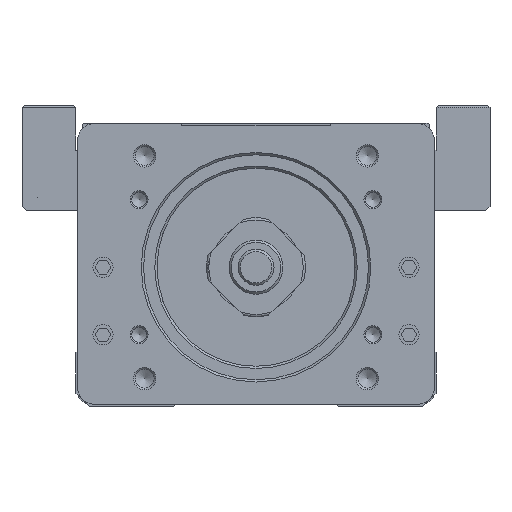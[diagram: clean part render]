
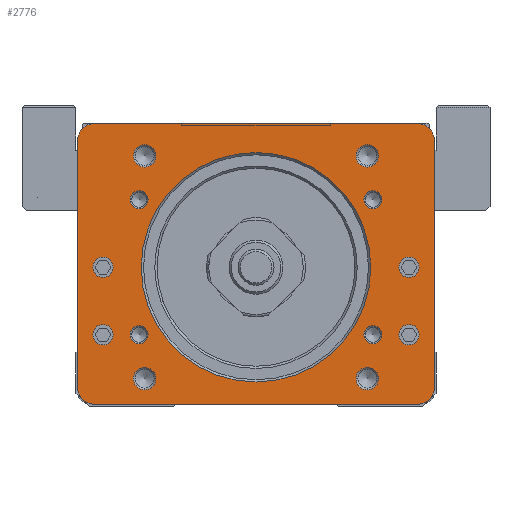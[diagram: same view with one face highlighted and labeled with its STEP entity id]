
A CAD part, front view. The second image highlights one B-rep face of the part: STEP entity #2776.
In plain terms, the highlighted planar face has unit normal (0, -1, 0).
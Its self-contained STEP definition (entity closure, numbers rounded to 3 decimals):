
#2776=ADVANCED_FACE('',(#4608,#4609,#4610,#4611,#4612,#4613,#4614,#4615,
#4616,#4617,#4618,#4619,#4620,#4621),#3805,.T.);
#3805=PLANE('',#24755);
#4608=FACE_BOUND('',#6164,.T.);
#4609=FACE_BOUND('',#6165,.T.);
#4610=FACE_BOUND('',#6166,.T.);
#4611=FACE_BOUND('',#6167,.T.);
#4612=FACE_BOUND('',#6168,.T.);
#4613=FACE_BOUND('',#6169,.T.);
#4614=FACE_BOUND('',#6170,.T.);
#4615=FACE_BOUND('',#6171,.T.);
#4616=FACE_BOUND('',#6172,.T.);
#4617=FACE_BOUND('',#6173,.T.);
#4618=FACE_BOUND('',#6174,.T.);
#4619=FACE_BOUND('',#6175,.T.);
#4620=FACE_BOUND('',#6176,.T.);
#4621=FACE_BOUND('',#6177,.T.);
#6164=EDGE_LOOP('',(#11832));
#6165=EDGE_LOOP('',(#11833));
#6166=EDGE_LOOP('',(#11834));
#6167=EDGE_LOOP('',(#11835));
#6168=EDGE_LOOP('',(#11836));
#6169=EDGE_LOOP('',(#11837));
#6170=EDGE_LOOP('',(#11838));
#6171=EDGE_LOOP('',(#11839));
#6172=EDGE_LOOP('',(#11840));
#6173=EDGE_LOOP('',(#11841));
#6174=EDGE_LOOP('',(#11842));
#6175=EDGE_LOOP('',(#11843));
#6176=EDGE_LOOP('',(#11844));
#6177=EDGE_LOOP('',(#11845,#11846,#11847,#11848,#11849,#11850,#11851,#11852));
#7157=CIRCLE('',#24626,4.);
#7158=CIRCLE('',#24628,4.);
#7159=CIRCLE('',#24630,2.);
#7160=CIRCLE('',#24632,2.);
#7161=CIRCLE('',#24634,2.);
#7162=CIRCLE('',#24636,2.);
#7163=CIRCLE('',#24638,2.5);
#7164=CIRCLE('',#24640,2.5);
#7165=CIRCLE('',#24642,2.5);
#7166=CIRCLE('',#24644,2.5);
#7167=CIRCLE('',#24646,25.5);
#7172=CIRCLE('',#24655,2.25);
#7174=CIRCLE('',#24658,2.25);
#7176=CIRCLE('',#24661,2.25);
#7178=CIRCLE('',#24664,2.25);
#7219=CIRCLE('',#24751,4.);
#7221=CIRCLE('',#24754,4.);
#11832=ORIENTED_EDGE('',*,*,#17950,.T.);
#11833=ORIENTED_EDGE('',*,*,#17949,.T.);
#11834=ORIENTED_EDGE('',*,*,#17948,.T.);
#11835=ORIENTED_EDGE('',*,*,#17947,.T.);
#11836=ORIENTED_EDGE('',*,*,#17946,.T.);
#11837=ORIENTED_EDGE('',*,*,#17945,.T.);
#11838=ORIENTED_EDGE('',*,*,#17944,.T.);
#11839=ORIENTED_EDGE('',*,*,#17943,.T.);
#11840=ORIENTED_EDGE('',*,*,#17942,.T.);
#11841=ORIENTED_EDGE('',*,*,#17962,.T.);
#11842=ORIENTED_EDGE('',*,*,#17960,.T.);
#11843=ORIENTED_EDGE('',*,*,#17958,.T.);
#11844=ORIENTED_EDGE('',*,*,#17956,.T.);
#11845=ORIENTED_EDGE('',*,*,#18076,.T.);
#11846=ORIENTED_EDGE('',*,*,#18079,.T.);
#11847=ORIENTED_EDGE('',*,*,#18080,.T.);
#11848=ORIENTED_EDGE('',*,*,#18060,.T.);
#11849=ORIENTED_EDGE('',*,*,#17940,.T.);
#11850=ORIENTED_EDGE('',*,*,#18004,.T.);
#11851=ORIENTED_EDGE('',*,*,#17937,.T.);
#11852=ORIENTED_EDGE('',*,*,#18053,.T.);
#15154=VERTEX_POINT('',#37559);
#15155=VERTEX_POINT('',#37561);
#15156=VERTEX_POINT('',#37565);
#15157=VERTEX_POINT('',#37567);
#15158=VERTEX_POINT('',#37571);
#15159=VERTEX_POINT('',#37574);
#15160=VERTEX_POINT('',#37577);
#15161=VERTEX_POINT('',#37580);
#15162=VERTEX_POINT('',#37583);
#15163=VERTEX_POINT('',#37586);
#15164=VERTEX_POINT('',#37589);
#15165=VERTEX_POINT('',#37592);
#15166=VERTEX_POINT('',#37595);
#15171=VERTEX_POINT('',#37610);
#15173=VERTEX_POINT('',#37615);
#15175=VERTEX_POINT('',#37620);
#15177=VERTEX_POINT('',#37625);
#15235=VERTEX_POINT('',#37917);
#15240=VERTEX_POINT('',#37931);
#15251=VERTEX_POINT('',#37963);
#15253=VERTEX_POINT('',#37969);
#17937=EDGE_CURVE('',#15155,#15154,#7157,.T.);
#17940=EDGE_CURVE('',#15157,#15156,#7158,.T.);
#17942=EDGE_CURVE('',#15158,#15158,#7159,.T.);
#17943=EDGE_CURVE('',#15159,#15159,#7160,.T.);
#17944=EDGE_CURVE('',#15160,#15160,#7161,.T.);
#17945=EDGE_CURVE('',#15161,#15161,#7162,.T.);
#17946=EDGE_CURVE('',#15162,#15162,#7163,.T.);
#17947=EDGE_CURVE('',#15163,#15163,#7164,.T.);
#17948=EDGE_CURVE('',#15164,#15164,#7165,.T.);
#17949=EDGE_CURVE('',#15165,#15165,#7166,.T.);
#17950=EDGE_CURVE('',#15166,#15166,#7167,.T.);
#17956=EDGE_CURVE('',#15171,#15171,#7172,.T.);
#17958=EDGE_CURVE('',#15173,#15173,#7174,.T.);
#17960=EDGE_CURVE('',#15175,#15175,#7176,.T.);
#17962=EDGE_CURVE('',#15177,#15177,#7178,.T.);
#18004=EDGE_CURVE('',#15156,#15155,#20495,.T.);
#18053=EDGE_CURVE('',#15154,#15235,#20520,.T.);
#18060=EDGE_CURVE('',#15240,#15157,#20527,.T.);
#18076=EDGE_CURVE('',#15235,#15251,#7219,.T.);
#18079=EDGE_CURVE('',#15251,#15253,#20540,.T.);
#18080=EDGE_CURVE('',#15253,#15240,#7221,.T.);
#20495=LINE('',#37770,#22701);
#20520=LINE('',#37918,#22726);
#20527=LINE('',#37930,#22733);
#20540=LINE('',#37968,#22746);
#22701=VECTOR('',#29799,1.);
#22726=VECTOR('',#29918,1.);
#22733=VECTOR('',#29927,1.);
#22746=VECTOR('',#29964,1.);
#24626=AXIS2_PLACEMENT_3D('',#37560,#29638,#29639);
#24628=AXIS2_PLACEMENT_3D('',#37566,#29644,#29645);
#24630=AXIS2_PLACEMENT_3D('',#37570,#29649,#29650);
#24632=AXIS2_PLACEMENT_3D('',#37573,#29653,#29654);
#24634=AXIS2_PLACEMENT_3D('',#37576,#29657,#29658);
#24636=AXIS2_PLACEMENT_3D('',#37579,#29661,#29662);
#24638=AXIS2_PLACEMENT_3D('',#37582,#29665,#29666);
#24640=AXIS2_PLACEMENT_3D('',#37585,#29669,#29670);
#24642=AXIS2_PLACEMENT_3D('',#37588,#29673,#29674);
#24644=AXIS2_PLACEMENT_3D('',#37591,#29677,#29678);
#24646=AXIS2_PLACEMENT_3D('',#37594,#29681,#29682);
#24655=AXIS2_PLACEMENT_3D('',#37609,#29700,#29701);
#24658=AXIS2_PLACEMENT_3D('',#37614,#29706,#29707);
#24661=AXIS2_PLACEMENT_3D('',#37619,#29712,#29713);
#24664=AXIS2_PLACEMENT_3D('',#37624,#29718,#29719);
#24751=AXIS2_PLACEMENT_3D('',#37962,#29957,#29958);
#24754=AXIS2_PLACEMENT_3D('',#37970,#29965,#29966);
#24755=AXIS2_PLACEMENT_3D('',#37971,#29967,#29968);
#29638=DIRECTION('',(0.,-1.,0.));
#29639=DIRECTION('',(1.,0.,0.));
#29644=DIRECTION('',(0.,-1.,0.));
#29645=DIRECTION('',(1.,0.,0.));
#29649=DIRECTION('',(0.,1.,0.));
#29650=DIRECTION('',(0.,0.,-1.));
#29653=DIRECTION('',(0.,1.,0.));
#29654=DIRECTION('',(0.,0.,-1.));
#29657=DIRECTION('',(0.,1.,0.));
#29658=DIRECTION('',(0.,0.,-1.));
#29661=DIRECTION('',(0.,1.,0.));
#29662=DIRECTION('',(0.,0.,-1.));
#29665=DIRECTION('',(0.,1.,0.));
#29666=DIRECTION('',(0.,0.,-1.));
#29669=DIRECTION('',(0.,1.,0.));
#29670=DIRECTION('',(0.,0.,-1.));
#29673=DIRECTION('',(0.,1.,0.));
#29674=DIRECTION('',(0.,0.,-1.));
#29677=DIRECTION('',(0.,1.,0.));
#29678=DIRECTION('',(0.,0.,-1.));
#29681=DIRECTION('',(0.,1.,0.));
#29682=DIRECTION('',(0.,0.,-1.));
#29700=DIRECTION('',(0.,1.,0.));
#29701=DIRECTION('',(0.,0.,-1.));
#29706=DIRECTION('',(0.,1.,0.));
#29707=DIRECTION('',(0.,0.,-1.));
#29712=DIRECTION('',(0.,1.,0.));
#29713=DIRECTION('',(0.,0.,-1.));
#29718=DIRECTION('',(0.,1.,0.));
#29719=DIRECTION('',(0.,0.,-1.));
#29799=DIRECTION('',(-1.,0.,0.));
#29918=DIRECTION('',(0.,0.,-1.));
#29927=DIRECTION('',(0.,0.,1.));
#29957=DIRECTION('',(0.,-1.,0.));
#29958=DIRECTION('',(1.,0.,0.));
#29964=DIRECTION('',(1.,0.,0.));
#29965=DIRECTION('',(0.,-1.,0.));
#29966=DIRECTION('',(1.,0.,0.));
#29967=DIRECTION('',(0.,-1.,0.));
#29968=DIRECTION('',(0.,0.,1.));
#37559=CARTESIAN_POINT('',(-39.7,-243.7,40.));
#37560=CARTESIAN_POINT('',(-35.7,-243.7,40.));
#37561=CARTESIAN_POINT('',(-35.7,-243.7,44.));
#37565=CARTESIAN_POINT('',(35.7,-243.7,44.));
#37566=CARTESIAN_POINT('',(35.7,-243.7,40.));
#37567=CARTESIAN_POINT('',(39.7,-243.7,40.));
#37570=CARTESIAN_POINT('',(-25.981,-243.7,27.));
#37571=CARTESIAN_POINT('',(-25.981,-243.7,25.));
#37573=CARTESIAN_POINT('',(-25.981,-243.7,-3.));
#37574=CARTESIAN_POINT('',(-25.981,-243.7,-5.));
#37576=CARTESIAN_POINT('',(25.981,-243.7,27.));
#37577=CARTESIAN_POINT('',(25.981,-243.7,25.));
#37579=CARTESIAN_POINT('',(25.981,-243.7,-3.));
#37580=CARTESIAN_POINT('',(25.981,-243.7,-5.));
#37582=CARTESIAN_POINT('',(24.749,-243.7,36.749));
#37583=CARTESIAN_POINT('',(24.749,-243.7,34.249));
#37585=CARTESIAN_POINT('',(24.749,-243.7,-12.749));
#37586=CARTESIAN_POINT('',(24.749,-243.7,-15.249));
#37588=CARTESIAN_POINT('',(-24.749,-243.7,-12.749));
#37589=CARTESIAN_POINT('',(-24.749,-243.7,-15.249));
#37591=CARTESIAN_POINT('',(-24.749,-243.7,36.749));
#37592=CARTESIAN_POINT('',(-24.749,-243.7,34.249));
#37594=CARTESIAN_POINT('',(0.,-243.7,12.));
#37595=CARTESIAN_POINT('',(0.,-243.7,-13.5));
#37609=CARTESIAN_POINT('',(34.,-243.7,12.));
#37610=CARTESIAN_POINT('',(34.,-243.7,9.75));
#37614=CARTESIAN_POINT('',(34.,-243.7,-3.));
#37615=CARTESIAN_POINT('',(34.,-243.7,-5.25));
#37619=CARTESIAN_POINT('',(-34.,-243.7,12.));
#37620=CARTESIAN_POINT('',(-34.,-243.7,9.75));
#37624=CARTESIAN_POINT('',(-34.,-243.7,-3.));
#37625=CARTESIAN_POINT('',(-34.,-243.7,-5.25));
#37770=CARTESIAN_POINT('',(35.7,-243.7,44.));
#37917=CARTESIAN_POINT('',(-39.7,-243.7,-14.5));
#37918=CARTESIAN_POINT('',(-39.7,-243.7,40.));
#37930=CARTESIAN_POINT('',(39.7,-243.7,-14.5));
#37931=CARTESIAN_POINT('',(39.7,-243.7,-14.5));
#37962=CARTESIAN_POINT('',(-35.7,-243.7,-14.5));
#37963=CARTESIAN_POINT('',(-35.7,-243.7,-18.5));
#37968=CARTESIAN_POINT('',(-35.7,-243.7,-18.5));
#37969=CARTESIAN_POINT('',(35.7,-243.7,-18.5));
#37970=CARTESIAN_POINT('',(35.7,-243.7,-14.5));
#37971=CARTESIAN_POINT('',(-35.7,-243.7,-14.5));
